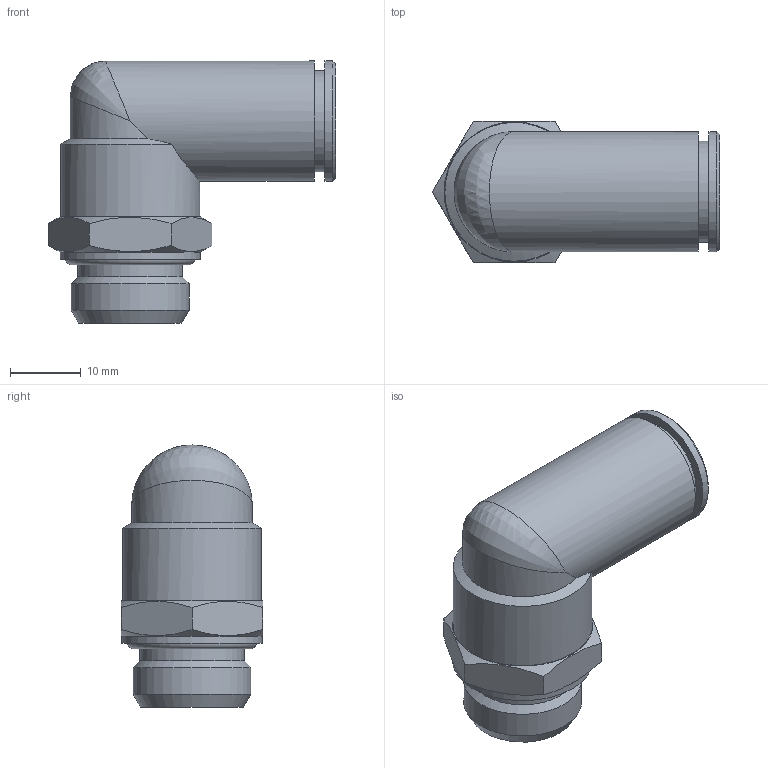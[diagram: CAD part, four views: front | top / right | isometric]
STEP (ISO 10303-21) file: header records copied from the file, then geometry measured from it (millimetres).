
FILE_DESCRIPTION(/* description */ (''),/* implementation_level */ '2;1');
FILE_NAME(/* name */ 'V202211_IPSO022_12_G38_07.09.16',/* time_stamp */ '2016-09-07T11:13:01+02:00',/* author */ (''),/* organization */ (''),/* preprocessor_version */ 'ST-DEVELOPER v16.5',/* originating_system */ 'HiCAD 2016 2101.0 Build 254',/* authorisation */ '');
FILE_SCHEMA (('AUTOMOTIVE_DESIGN { 1 0 10303 214 1 1 1 1 }'));
Length unit declared in the file: millimetre
Products named in the file (5): Root; DR12; OR 14X1.78; 214607; R202210
Assembly tree (4 placements, depth 2):
  Root
    DR12
    OR 14X1.78
    214607
    R202210
Bounding box: 40.55 x 20 x 37 mm (x, y, z)
Volume: 7492.5 mm3; surface area: 8080.5 mm2
Topology: 4 solids, 4 shells, 60 faces, 130 edges, 81 vertices
Faces by surface type: plane 20, cylinder 19, cone 17, torus 3, bspline 1
Full cylindrical faces by diameter (mm): 10 x1, 11 x1, 12.15 x1, 12.2 x1, 13 x1, 13.2 x1, 14.3 x1, 14.5 x1, 14.75 x1, 15.8 x2, 16.662 x1, 17 x4, 19.6 x1, 19.8 x1
Entity records: 3243 total; most frequent: CARTESIAN_POINT 1286, DIRECTION 266, PRESENTATION_STYLE_ASSIGNMENT 156, COLOUR_RGB 154, DRAUGHTING_PRE_DEFINED_CURVE_FONT 152, CURVE_STYLE 152, OVER_RIDING_STYLED_ITEM 152, ORIENTED_EDGE 152
